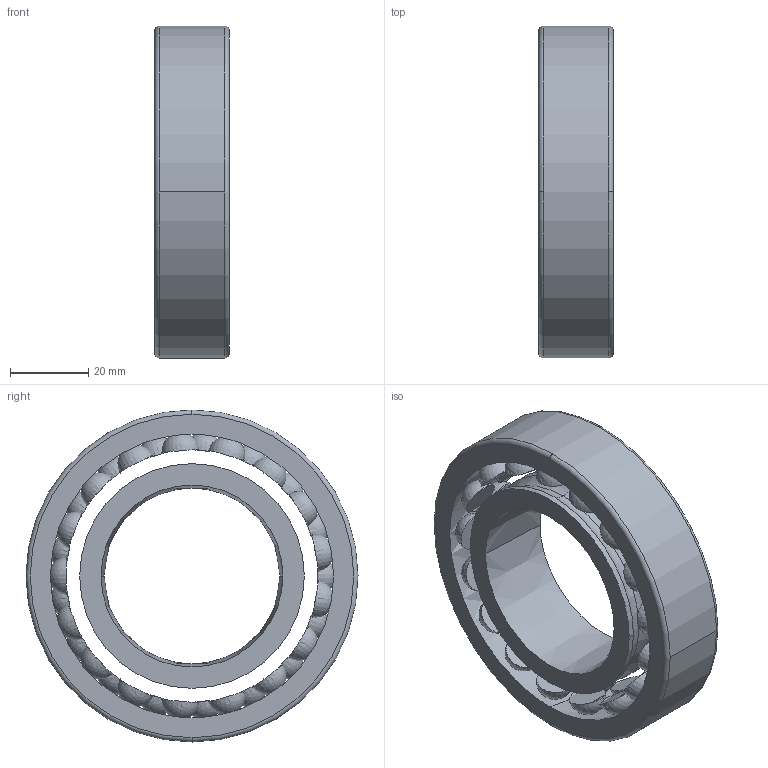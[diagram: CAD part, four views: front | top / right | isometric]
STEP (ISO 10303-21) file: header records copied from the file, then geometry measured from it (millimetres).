
FILE_DESCRIPTION(('STEP AP214'),'1');
FILE_NAME('skf_bearing_1209_ektn9_2.stp','2024-10-10T13:32:35',('TraceParts'),('TraceParts S.A.'),'Spatial InterOp 3D',' ',' ');
FILE_SCHEMA(('AUTOMOTIVE_DESIGN { 1 0 10303 214 1 1 1 1 }'));
Length unit declared in the file: millimetre
Products named in the file (1): skf_bearing_1209_ektn9_2_1
Bounding box: 19 x 85 x 85 mm (x, y, z)
Volume: 56929.4 mm3; surface area: 30323.3 mm2
Topology: 4 solids, 4 shells, 164 faces, 486 edges, 254 vertices
Faces by surface type: torus 80, sphere 70, cylinder 8, plane 4, cone 2
Entity records: 6673 total; most frequent: CARTESIAN_POINT 3080, DIRECTION 746, ORIENTED_EDGE 692, AXIS2_PLACEMENT_3D 368, EDGE_CURVE 346, VERTEX_POINT 254, EDGE_LOOP 236, CIRCLE 200
